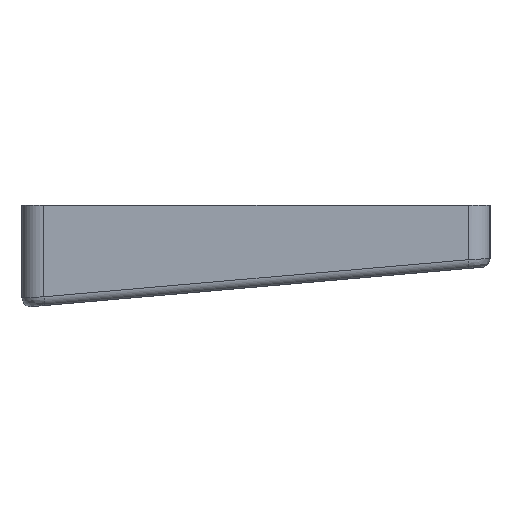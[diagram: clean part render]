
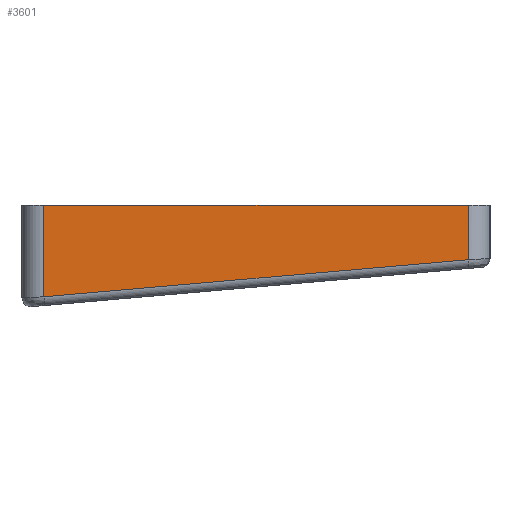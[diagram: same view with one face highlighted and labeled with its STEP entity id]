
A CAD part, left-side view. The second image highlights one B-rep face of the part: STEP entity #3601.
In plain terms, the highlighted planar face has unit normal (-1, 0, 0).
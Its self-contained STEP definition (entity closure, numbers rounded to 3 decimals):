
#321=PLANE('',#4000);
#411=LINE('',#5837,#696);
#604=LINE('',#6707,#889);
#609=LINE('',#6826,#894);
#610=LINE('',#6828,#895);
#696=VECTOR('',#4178,10.);
#889=VECTOR('',#4957,10.);
#894=VECTOR('',#4990,10.);
#895=VECTOR('',#4993,10.);
#1208=FACE_OUTER_BOUND('',#1461,.T.);
#1461=EDGE_LOOP('',(#3253,#3254,#3255,#3256));
#1582=VERTEX_POINT('',#5834);
#1583=VERTEX_POINT('',#5836);
#1836=VERTEX_POINT('',#6700);
#1837=VERTEX_POINT('',#6705);
#1950=EDGE_CURVE('',#1582,#1583,#411,.T.);
#2312=EDGE_CURVE('',#1837,#1836,#604,.T.);
#2325=EDGE_CURVE('',#1582,#1836,#609,.T.);
#2326=EDGE_CURVE('',#1583,#1837,#610,.T.);
#3253=ORIENTED_EDGE('',*,*,#2312,.F.);
#3254=ORIENTED_EDGE('',*,*,#2326,.F.);
#3255=ORIENTED_EDGE('',*,*,#1950,.F.);
#3256=ORIENTED_EDGE('',*,*,#2325,.T.);
#3601=ADVANCED_FACE('',(#1208),#321,.T.);
#4000=AXIS2_PLACEMENT_3D('',#6827,#4991,#4992);
#4178=DIRECTION('',(0.,-1.,0.));
#4957=DIRECTION('',(0.,0.996,-0.087));
#4990=DIRECTION('',(0.,0.,-1.));
#4991=DIRECTION('center_axis',(-1.,0.,0.));
#4992=DIRECTION('ref_axis',(0.,1.,0.));
#4993=DIRECTION('',(0.,0.,-1.));
#5834=CARTESIAN_POINT('',(19.6,-14.4,6.5));
#5836=CARTESIAN_POINT('',(19.6,-111.4,6.5));
#5837=CARTESIAN_POINT('',(19.6,-111.4,6.5));
#6700=CARTESIAN_POINT('',(19.6,-14.4,-14.416));
#6705=CARTESIAN_POINT('',(19.6,-111.4,-5.93));
#6707=CARTESIAN_POINT('',(19.6,-60.581,-10.376));
#6826=CARTESIAN_POINT('',(19.6,-14.4,0.));
#6827=CARTESIAN_POINT('Origin',(19.6,-111.4,0.));
#6828=CARTESIAN_POINT('',(19.6,-111.4,0.));
